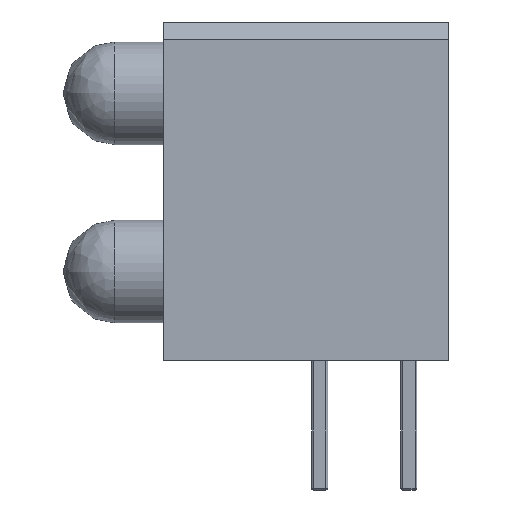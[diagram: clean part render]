
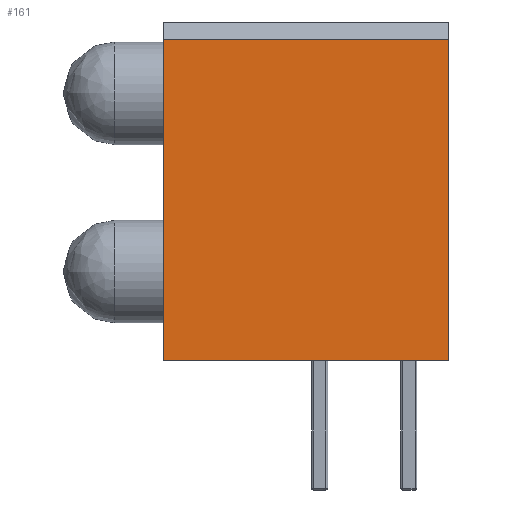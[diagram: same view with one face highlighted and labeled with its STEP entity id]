
A CAD part, front view. The second image highlights one B-rep face of the part: STEP entity #161.
In plain terms, the highlighted planar face has unit normal (0, -1, 0).
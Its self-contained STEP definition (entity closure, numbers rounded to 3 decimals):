
#161 = ADVANCED_FACE ( 'NONE', ( #2372 ), #426, .T. ) ;
#196 = ORIENTED_EDGE ( 'NONE', *, *, #4663, .F. ) ;
#322 = CARTESIAN_POINT ( 'NONE',  ( -5.715, -2.159, 0. ) ) ;
#330 = ORIENTED_EDGE ( 'NONE', *, *, #4285, .T. ) ;
#426 = PLANE ( 'NONE',  #1174 ) ;
#555 = DIRECTION ( 'NONE',  ( 0., 0., -1. ) ) ;
#613 = VERTEX_POINT ( 'NONE', #4206 ) ;
#845 = CARTESIAN_POINT ( 'NONE',  ( -5.715, -2.159, 9.144 ) ) ;
#1068 = CARTESIAN_POINT ( 'NONE',  ( -1.651, -2.159, 9.144 ) ) ;
#1095 = LINE ( 'NONE', #1068, #3620 ) ;
#1174 = AXIS2_PLACEMENT_3D ( 'NONE', #4055, #4351, #555 ) ;
#1302 = ORIENTED_EDGE ( 'NONE', *, *, #4695, .T. ) ;
#1343 = DIRECTION ( 'NONE',  ( 1., 0., 0. ) ) ;
#1613 = CARTESIAN_POINT ( 'NONE',  ( 2.413, -2.159, 9.144 ) ) ;
#1696 = LINE ( 'NONE', #2554, #2725 ) ;
#1729 = LINE ( 'NONE', #3304, #4191 ) ;
#1766 = VERTEX_POINT ( 'NONE', #845 ) ;
#2167 = VERTEX_POINT ( 'NONE', #3301 ) ;
#2229 = VECTOR ( 'NONE', #3352, 1000. ) ;
#2372 = FACE_OUTER_BOUND ( 'NONE', #4215, .T. ) ;
#2554 = CARTESIAN_POINT ( 'NONE',  ( 2.413, -2.159, 0. ) ) ;
#2643 = DIRECTION ( 'NONE',  ( -1., 0., 0. ) ) ;
#2725 = VECTOR ( 'NONE', #4442, 1000. ) ;
#3301 = CARTESIAN_POINT ( 'NONE',  ( -5.715, -2.159, 0. ) ) ;
#3304 = CARTESIAN_POINT ( 'NONE',  ( -1.651, -2.159, 0. ) ) ;
#3352 = DIRECTION ( 'NONE',  ( 0., 0., 1. ) ) ;
#3512 = EDGE_CURVE ( 'NONE', #2167, #1766, #3837, .T. ) ;
#3620 = VECTOR ( 'NONE', #2643, 1000. ) ;
#3837 = LINE ( 'NONE', #322, #2229 ) ;
#4039 = VERTEX_POINT ( 'NONE', #1613 ) ;
#4055 = CARTESIAN_POINT ( 'NONE',  ( -1.651, -2.159, 0. ) ) ;
#4191 = VECTOR ( 'NONE', #1343, 1000. ) ;
#4206 = CARTESIAN_POINT ( 'NONE',  ( 2.413, -2.159, 0. ) ) ;
#4215 = EDGE_LOOP ( 'NONE', ( #1302, #196, #330, #4592 ) ) ;
#4285 = EDGE_CURVE ( 'NONE', #4039, #1766, #1095, .T. ) ;
#4351 = DIRECTION ( 'NONE',  ( 0., -1., 0. ) ) ;
#4442 = DIRECTION ( 'NONE',  ( 0., 0., -1. ) ) ;
#4592 = ORIENTED_EDGE ( 'NONE', *, *, #3512, .F. ) ;
#4663 = EDGE_CURVE ( 'NONE', #4039, #613, #1696, .T. ) ;
#4695 = EDGE_CURVE ( 'NONE', #2167, #613, #1729, .T. ) ;
